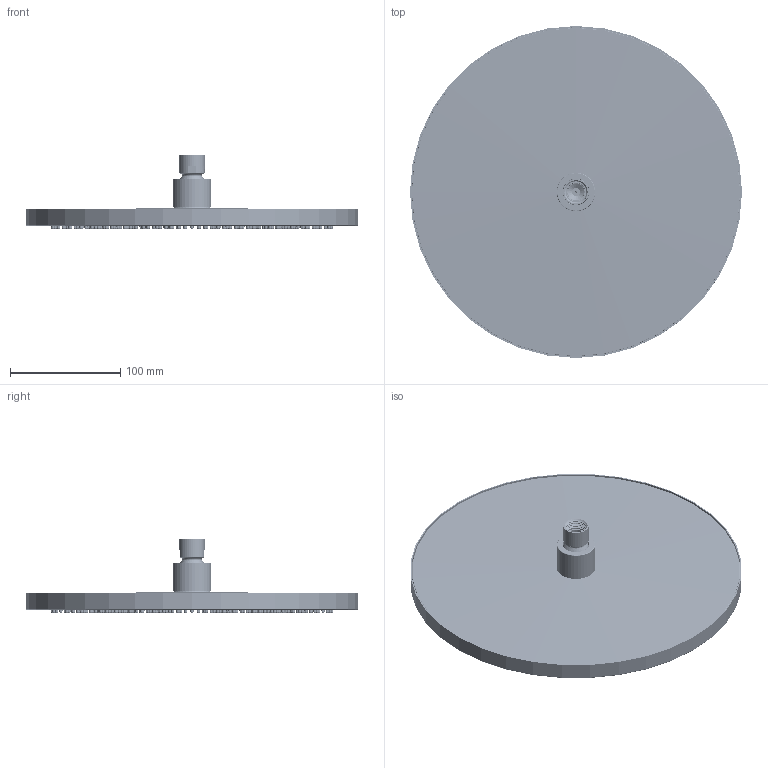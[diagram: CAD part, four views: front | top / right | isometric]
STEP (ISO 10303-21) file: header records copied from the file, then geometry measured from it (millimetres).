
FILE_DESCRIPTION(/* description */ ('Unknown'),/* implementation_level */ '2;1');
FILE_NAME(/* name */ 'AC106-00',/* time_stamp */ '2024-12-20T15:45:39+01:00',/* author */ ('Unknown'),/* organization */ ('Unknown'),/* preprocessor_version */ 'ST-DEVELOPER v19.4',/* originating_system */ 'Solid Edge',/* authorisation */ 'Unknown');
FILE_SCHEMA (('AUTOMOTIVE_DESIGN {1 0 10303 214 3 1 1}'));
Length unit declared in the file: millimetre
Products named in the file (7): AC106-00; A063108_AF0_ASM_oa_0; 28590_AF0; A020133_AF0; C063177; C099007; C027007
Assembly tree (6 placements, depth 3):
  AC106-00
    A063108_AF0_ASM_oa_0
      28590_AF0
    A020133_AF0
    C063177
    C099007
    C027007
Bounding box: 301 x 301 x 66.41 mm (x, y, z)
Volume: 243102.3 mm3; surface area: 352340.4 mm2
Topology: 403 solids, 403 shells, 4605 faces, 10848 edges, 7057 vertices
Faces by surface type: cone 1606, plane 1130, cylinder 925, torus 858, bspline 84, sphere 2
Full cylindrical faces by diameter (mm): 6 x1, 7 x1, 15 x1, 16.5 x1, 19 x5, 23.3 x1, 24 x1, 26.5 x1, 30.5 x1, 33.2 x1, 34.8 x1, 295.376 x1
Entity records: 122013 total; most frequent: CARTESIAN_POINT 21832, DIRECTION 20601, ORIENTED_EDGE 14346, AXIS2_PLACEMENT_3D 9544, EDGE_LOOP 8661, FACE_BOUND 8661, EDGE_CURVE 7173, VERTEX_POINT 5844
